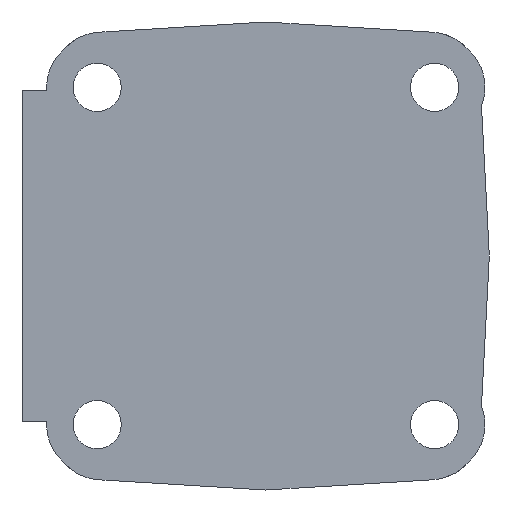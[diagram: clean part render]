
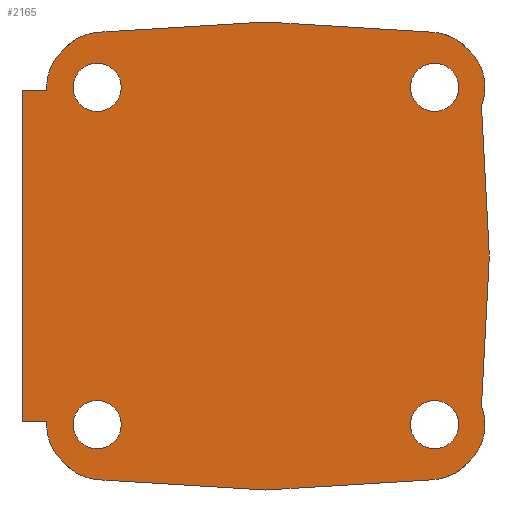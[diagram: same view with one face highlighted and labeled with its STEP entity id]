
A CAD part, left-side view. The second image highlights one B-rep face of the part: STEP entity #2165.
In plain terms, the highlighted planar face has unit normal (-1, 0, 0).
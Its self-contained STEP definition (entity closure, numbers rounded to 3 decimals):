
#30=FACE_BOUND('',#568,.T.);
#31=FACE_BOUND('',#569,.T.);
#32=FACE_BOUND('',#570,.T.);
#33=FACE_BOUND('',#571,.T.);
#58=PLANE('',#2388);
#96=LINE('',#3258,#236);
#98=LINE('',#3263,#238);
#149=LINE('',#3715,#289);
#151=LINE('',#3719,#291);
#153=LINE('',#3724,#293);
#166=LINE('',#3761,#306);
#172=LINE('',#3847,#312);
#175=LINE('',#3860,#315);
#176=LINE('',#3862,#316);
#236=VECTOR('',#2533,1000.);
#238=VECTOR('',#2537,1000.);
#289=VECTOR('',#2756,1000.);
#291=VECTOR('',#2760,1000.);
#293=VECTOR('',#2764,1000.);
#306=VECTOR('',#2807,1000.);
#312=VECTOR('',#2849,1000.);
#315=VECTOR('',#2862,1000.);
#316=VECTOR('',#2865,1000.);
#439=FACE_OUTER_BOUND('',#567,.T.);
#567=EDGE_LOOP('',(#1645,#1646,#1647,#1648,#1649,#1650,#1651,#1652,#1653,
#1654,#1655,#1656,#1657,#1658,#1659,#1660,#1661));
#568=EDGE_LOOP('',(#1662));
#569=EDGE_LOOP('',(#1663));
#570=EDGE_LOOP('',(#1664));
#571=EDGE_LOOP('',(#1665));
#680=CIRCLE('',#2280,11.);
#682=CIRCLE('',#2285,11.);
#718=CIRCLE('',#2350,11.);
#737=CIRCLE('',#2389,11.);
#738=CIRCLE('',#2390,11.);
#739=CIRCLE('',#2391,11.);
#740=CIRCLE('',#2392,11.);
#741=CIRCLE('',#2393,11.);
#742=CIRCLE('',#2394,5.25);
#743=CIRCLE('',#2395,5.25);
#744=CIRCLE('',#2396,5.25);
#745=CIRCLE('',#2397,5.25);
#827=VERTEX_POINT('',#3250);
#830=VERTEX_POINT('',#3256);
#831=VERTEX_POINT('',#3260);
#854=VERTEX_POINT('',#3354);
#855=VERTEX_POINT('',#3356);
#859=VERTEX_POINT('',#3376);
#861=VERTEX_POINT('',#3381);
#946=VERTEX_POINT('',#3714);
#947=VERTEX_POINT('',#3718);
#948=VERTEX_POINT('',#3722);
#949=VERTEX_POINT('',#3723);
#950=VERTEX_POINT('',#3728);
#957=VERTEX_POINT('',#3757);
#958=VERTEX_POINT('',#3759);
#964=VERTEX_POINT('',#3845);
#969=VERTEX_POINT('',#3858);
#970=VERTEX_POINT('',#3866);
#971=VERTEX_POINT('',#3870);
#972=VERTEX_POINT('',#3872);
#973=VERTEX_POINT('',#3874);
#974=VERTEX_POINT('',#3876);
#1042=EDGE_CURVE('',#830,#827,#96,.T.);
#1044=EDGE_CURVE('',#831,#830,#98,.T.);
#1070=EDGE_CURVE('',#854,#855,#680,.T.);
#1078=EDGE_CURVE('',#861,#859,#682,.T.);
#1183=EDGE_CURVE('',#855,#946,#149,.T.);
#1185=EDGE_CURVE('',#946,#947,#151,.T.);
#1187=EDGE_CURVE('',#948,#949,#153,.T.);
#1190=EDGE_CURVE('',#827,#950,#718,.T.);
#1207=EDGE_CURVE('',#958,#957,#166,.T.);
#1226=EDGE_CURVE('',#964,#958,#172,.T.);
#1233=EDGE_CURVE('',#964,#969,#175,.T.);
#1234=EDGE_CURVE('',#949,#861,#176,.T.);
#1235=EDGE_CURVE('',#859,#969,#737,.T.);
#1236=EDGE_CURVE('',#950,#948,#738,.T.);
#1237=EDGE_CURVE('',#970,#831,#739,.T.);
#1238=EDGE_CURVE('',#947,#970,#740,.T.);
#1239=EDGE_CURVE('',#957,#854,#741,.T.);
#1240=EDGE_CURVE('',#971,#971,#742,.T.);
#1241=EDGE_CURVE('',#972,#972,#743,.T.);
#1242=EDGE_CURVE('',#973,#973,#744,.T.);
#1243=EDGE_CURVE('',#974,#974,#745,.T.);
#1645=ORIENTED_EDGE('',*,*,#1233,.T.);
#1646=ORIENTED_EDGE('',*,*,#1235,.F.);
#1647=ORIENTED_EDGE('',*,*,#1078,.F.);
#1648=ORIENTED_EDGE('',*,*,#1234,.F.);
#1649=ORIENTED_EDGE('',*,*,#1187,.F.);
#1650=ORIENTED_EDGE('',*,*,#1236,.F.);
#1651=ORIENTED_EDGE('',*,*,#1190,.F.);
#1652=ORIENTED_EDGE('',*,*,#1042,.F.);
#1653=ORIENTED_EDGE('',*,*,#1044,.F.);
#1654=ORIENTED_EDGE('',*,*,#1237,.F.);
#1655=ORIENTED_EDGE('',*,*,#1238,.F.);
#1656=ORIENTED_EDGE('',*,*,#1185,.F.);
#1657=ORIENTED_EDGE('',*,*,#1183,.F.);
#1658=ORIENTED_EDGE('',*,*,#1070,.F.);
#1659=ORIENTED_EDGE('',*,*,#1239,.F.);
#1660=ORIENTED_EDGE('',*,*,#1207,.F.);
#1661=ORIENTED_EDGE('',*,*,#1226,.F.);
#1662=ORIENTED_EDGE('',*,*,#1240,.T.);
#1663=ORIENTED_EDGE('',*,*,#1241,.T.);
#1664=ORIENTED_EDGE('',*,*,#1242,.T.);
#1665=ORIENTED_EDGE('',*,*,#1243,.T.);
#2165=ADVANCED_FACE('',(#439,#30,#31,#32,#33),#58,.F.);
#2280=AXIS2_PLACEMENT_3D('',#3357,#2576,#2577);
#2285=AXIS2_PLACEMENT_3D('',#3383,#2589,#2590);
#2350=AXIS2_PLACEMENT_3D('',#3729,#2769,#2770);
#2388=AXIS2_PLACEMENT_3D('',#3863,#2866,#2867);
#2389=AXIS2_PLACEMENT_3D('',#3864,#2868,#2869);
#2390=AXIS2_PLACEMENT_3D('',#3865,#2870,#2871);
#2391=AXIS2_PLACEMENT_3D('',#3867,#2872,#2873);
#2392=AXIS2_PLACEMENT_3D('',#3868,#2874,#2875);
#2393=AXIS2_PLACEMENT_3D('',#3869,#2876,#2877);
#2394=AXIS2_PLACEMENT_3D('',#3871,#2878,#2879);
#2395=AXIS2_PLACEMENT_3D('',#3873,#2880,#2881);
#2396=AXIS2_PLACEMENT_3D('',#3875,#2882,#2883);
#2397=AXIS2_PLACEMENT_3D('',#3877,#2884,#2885);
#2533=DIRECTION('',(0.,0.052,-0.999));
#2537=DIRECTION('',(0.,-0.052,-0.999));
#2576=DIRECTION('center_axis',(1.,0.,0.));
#2577=DIRECTION('ref_axis',(0.,0.,-1.));
#2589=DIRECTION('center_axis',(1.,0.,0.));
#2590=DIRECTION('ref_axis',(0.,0.,-1.));
#2756=DIRECTION('',(0.,-0.998,0.061));
#2760=DIRECTION('',(0.,-0.998,-0.061));
#2764=DIRECTION('',(0.,0.998,-0.061));
#2769=DIRECTION('center_axis',(1.,0.,0.));
#2770=DIRECTION('ref_axis',(0.,0.,-1.));
#2807=DIRECTION('',(0.,-1.,0.));
#2849=DIRECTION('',(0.,0.,1.));
#2862=DIRECTION('',(0.,-1.,0.));
#2865=DIRECTION('',(0.,0.998,0.061));
#2866=DIRECTION('center_axis',(1.,0.,0.));
#2867=DIRECTION('ref_axis',(0.,0.,-1.));
#2868=DIRECTION('center_axis',(1.,0.,0.));
#2869=DIRECTION('ref_axis',(0.,0.,-1.));
#2870=DIRECTION('center_axis',(1.,0.,0.));
#2871=DIRECTION('ref_axis',(0.,0.,-1.));
#2872=DIRECTION('center_axis',(1.,0.,0.));
#2873=DIRECTION('ref_axis',(0.,0.,-1.));
#2874=DIRECTION('center_axis',(1.,0.,0.));
#2875=DIRECTION('ref_axis',(0.,0.,-1.));
#2876=DIRECTION('center_axis',(1.,0.,0.));
#2877=DIRECTION('ref_axis',(0.,0.,-1.));
#2878=DIRECTION('center_axis',(1.,0.,0.));
#2879=DIRECTION('ref_axis',(0.,0.,-1.));
#2880=DIRECTION('center_axis',(1.,0.,0.));
#2881=DIRECTION('ref_axis',(0.,0.,-1.));
#2882=DIRECTION('center_axis',(1.,0.,0.));
#2883=DIRECTION('ref_axis',(0.,0.,-1.));
#2884=DIRECTION('center_axis',(1.,0.,0.));
#2885=DIRECTION('ref_axis',(0.,0.,-1.));
#3250=CARTESIAN_POINT('',(0.,-46.987,-32.694));
#3256=CARTESIAN_POINT('',(0.,-48.7,0.));
#3258=CARTESIAN_POINT('',(0.,-48.7,0.));
#3260=CARTESIAN_POINT('',(0.,-46.987,32.694));
#3263=CARTESIAN_POINT('',(0.,-46.689,38.371));
#3354=CARTESIAN_POINT('',(0.,43.85,45.188));
#3356=CARTESIAN_POINT('',(0.,36.376,48.775));
#3357=CARTESIAN_POINT('Origin',(0.,35.704,
37.796));
#3376=CARTESIAN_POINT('',(0.,43.85,-45.188));
#3381=CARTESIAN_POINT('',(0.,36.376,-48.775));
#3383=CARTESIAN_POINT('Origin',(0.,35.704,-37.796));
#3714=CARTESIAN_POINT('',(0.,0.,51.));
#3715=CARTESIAN_POINT('',(0.,36.376,48.775));
#3718=CARTESIAN_POINT('',(0.,-36.376,48.775));
#3719=CARTESIAN_POINT('',(0.,0.,51.));
#3722=CARTESIAN_POINT('',(0.,-36.376,-48.775));
#3723=CARTESIAN_POINT('',(0.,0.,-51.));
#3724=CARTESIAN_POINT('',(0.,-36.376,-48.775));
#3728=CARTESIAN_POINT('',(0.,-43.85,-45.188));
#3729=CARTESIAN_POINT('Origin',(0.,-36.77,
-36.77));
#3757=CARTESIAN_POINT('',(0.,47.743,36.));
#3759=CARTESIAN_POINT('',(0.,53.,36.));
#3761=CARTESIAN_POINT('',(0.,53.,36.));
#3845=CARTESIAN_POINT('',(0.,53.,-36.));
#3847=CARTESIAN_POINT('',(0.,53.,-36.));
#3858=CARTESIAN_POINT('',(0.,47.743,-36.));
#3860=CARTESIAN_POINT('',(0.,53.,-36.));
#3862=CARTESIAN_POINT('',(0.,0.,-51.));
#3863=CARTESIAN_POINT('Origin',(0.,-35.704,
37.796));
#3864=CARTESIAN_POINT('Origin',(0.,36.77,-36.77));
#3865=CARTESIAN_POINT('Origin',(0.,-35.704,
-37.796));
#3866=CARTESIAN_POINT('',(0.,-43.85,45.188));
#3867=CARTESIAN_POINT('Origin',(0.,-36.77,
36.77));
#3868=CARTESIAN_POINT('Origin',(0.,-35.704,
37.796));
#3869=CARTESIAN_POINT('Origin',(0.,36.77,
36.77));
#3870=CARTESIAN_POINT('',(0.,36.77,42.02));
#3871=CARTESIAN_POINT('Origin',(0.,36.77,
36.77));
#3872=CARTESIAN_POINT('',(0.,-36.77,42.02));
#3873=CARTESIAN_POINT('Origin',(0.,-36.77,
36.77));
#3874=CARTESIAN_POINT('',(0.,-36.77,-31.52));
#3875=CARTESIAN_POINT('Origin',(0.,-36.77,
-36.77));
#3876=CARTESIAN_POINT('',(0.,36.77,-31.52));
#3877=CARTESIAN_POINT('Origin',(0.,36.77,-36.77));
